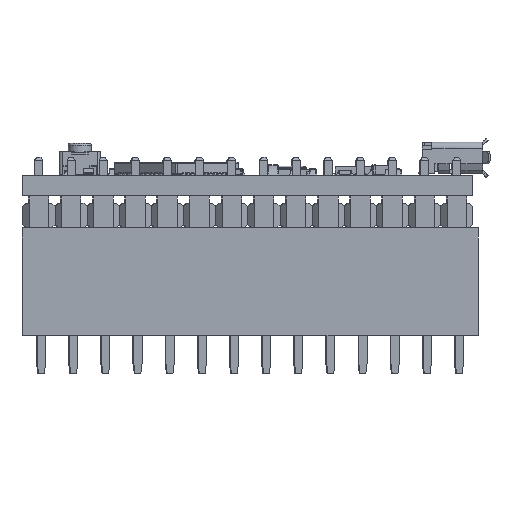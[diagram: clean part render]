
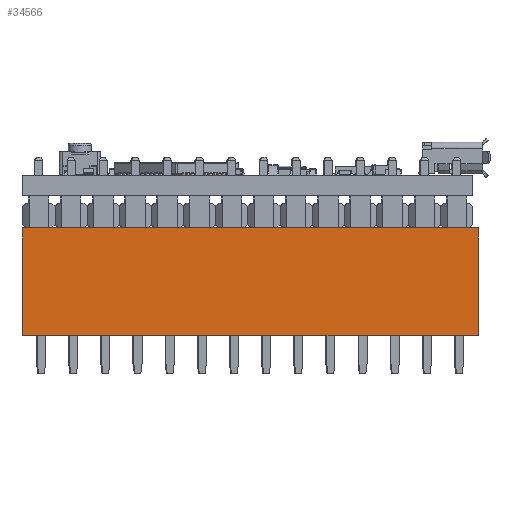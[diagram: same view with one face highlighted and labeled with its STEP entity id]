
A CAD part, left-side view. The second image highlights one B-rep face of the part: STEP entity #34566.
In plain terms, the highlighted face is planar.
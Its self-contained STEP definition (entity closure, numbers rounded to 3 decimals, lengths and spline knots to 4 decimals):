
#2163=PLANE('',#37502);
#4241=FACE_OUTER_BOUND('',#6352,.T.);
#6352=EDGE_LOOP('',(#30465,#30466,#30467,#30468));
#9267=LINE('',#58340,#13267);
#9724=LINE('',#59270,#13724);
#9731=LINE('',#59283,#13731);
#9732=LINE('',#59284,#13732);
#13267=VECTOR('',#44355,1.4157);
#13724=VECTOR('',#45182,1.4157);
#13731=VECTOR('',#45193,0.3346);
#13732=VECTOR('',#45194,0.3346);
#17423=VERTEX_POINT('',#58337);
#17424=VERTEX_POINT('',#58339);
#17711=VERTEX_POINT('',#59268);
#17712=VERTEX_POINT('',#59269);
#21600=EDGE_CURVE('',#17423,#17424,#9267,.T.);
#22057=EDGE_CURVE('',#17711,#17712,#9724,.T.);
#22064=EDGE_CURVE('',#17423,#17711,#9731,.T.);
#22065=EDGE_CURVE('',#17424,#17712,#9732,.T.);
#30465=ORIENTED_EDGE('',*,*,#21600,.F.);
#30466=ORIENTED_EDGE('',*,*,#22064,.T.);
#30467=ORIENTED_EDGE('',*,*,#22057,.T.);
#30468=ORIENTED_EDGE('',*,*,#22065,.F.);
#34566=ADVANCED_FACE('',(#4241),#2163,.T.);
#37502=AXIS2_PLACEMENT_3D('',#59282,#45191,#45192);
#44355=DIRECTION('',(1.,0.,0.));
#45182=DIRECTION('',(1.,0.,0.));
#45191=DIRECTION('center_axis',(0.,0.,1.));
#45192=DIRECTION('ref_axis',(1.,0.,0.));
#45193=DIRECTION('',(0.,-1.,0.));
#45194=DIRECTION('',(0.,-1.,0.));
#58337=CARTESIAN_POINT('',(-1.3579,0.,0.0492));
#58339=CARTESIAN_POINT('',(0.0579,0.,0.0492));
#58340=CARTESIAN_POINT('',(-1.3579,0.,0.0492));
#59268=CARTESIAN_POINT('',(-1.3579,-0.3346,0.0492));
#59269=CARTESIAN_POINT('',(0.0579,-0.3346,0.0492));
#59270=CARTESIAN_POINT('',(-1.3579,-0.3346,0.0492));
#59282=CARTESIAN_POINT('Origin',(-0.05,0.,0.0492));
#59283=CARTESIAN_POINT('',(-1.3579,0.,0.0492));
#59284=CARTESIAN_POINT('',(0.0579,0.,0.0492));
